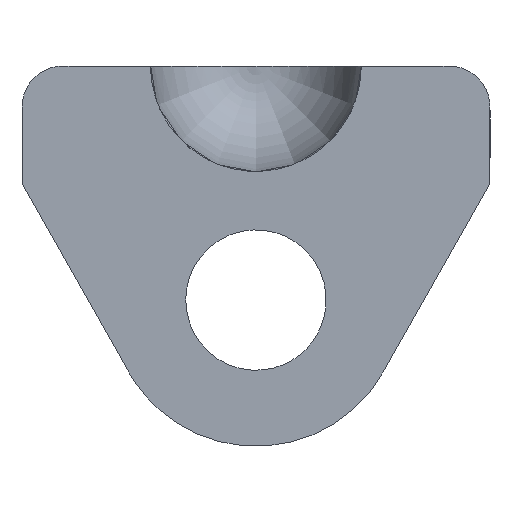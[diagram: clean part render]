
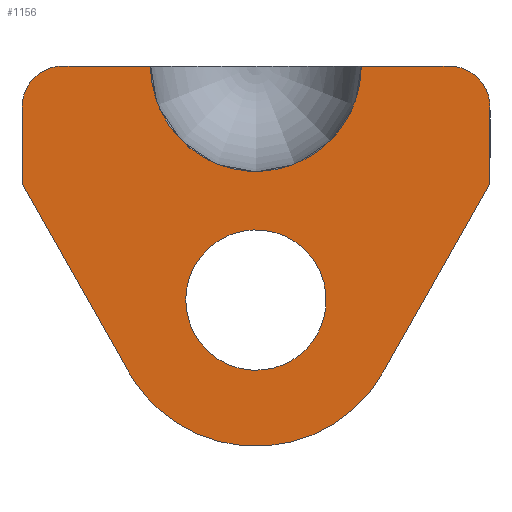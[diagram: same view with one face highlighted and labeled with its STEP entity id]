
A CAD part, front view. The second image highlights one B-rep face of the part: STEP entity #1156.
In plain terms, the highlighted free-form (B-spline) face has degree [1, 1] with [2, 2] control points.
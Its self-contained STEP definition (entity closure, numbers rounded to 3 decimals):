
#21 = EDGE_CURVE('',#22,#24,#26,.T.);
#22 = VERTEX_POINT('',#23);
#23 = CARTESIAN_POINT('',(23.67,0.,52.6));
#24 = VERTEX_POINT('',#25);
#25 = CARTESIAN_POINT('',(-23.67,0.,52.6));
#26 = ( BOUNDED_CURVE() B_SPLINE_CURVE(2,(#27,#28,#29,#30,#31),
.UNSPECIFIED.,.F.,.F.) B_SPLINE_CURVE_WITH_KNOTS((3,2,3),(3.142,
4.712,6.283),.PIECEWISE_BEZIER_KNOTS.) CURVE() 
GEOMETRIC_REPRESENTATION_ITEM() RATIONAL_B_SPLINE_CURVE((1.,
0.707,1.,0.707,1.)) REPRESENTATION_ITEM('') );
#27 = CARTESIAN_POINT('',(23.67,0.,52.6));
#28 = CARTESIAN_POINT('',(23.67,0.,28.93));
#29 = CARTESIAN_POINT('',(0.,0.,28.93));
#30 = CARTESIAN_POINT('',(-23.67,0.,28.93));
#31 = CARTESIAN_POINT('',(-23.67,0.,52.6));
#478 = EDGE_CURVE('',#22,#479,#481,.T.);
#479 = VERTEX_POINT('',#480);
#480 = CARTESIAN_POINT('',(43.395,0.,52.6));
#481 = B_SPLINE_CURVE_WITH_KNOTS('',1,(#482,#483),.UNSPECIFIED.,.F.,.F.,
  (2,2),(51.,66.),.PIECEWISE_BEZIER_KNOTS.);
#482 = CARTESIAN_POINT('',(23.67,0.,52.6));
#483 = CARTESIAN_POINT('',(43.395,0.,52.6));
#500 = VERTEX_POINT('',#501);
#501 = CARTESIAN_POINT('',(-43.395,0.,52.6));
#506 = EDGE_CURVE('',#500,#24,#507,.T.);
#507 = B_SPLINE_CURVE_WITH_KNOTS('',1,(#508,#509),.UNSPECIFIED.,.F.,.F.,
  (2,2),(0.,15.),.PIECEWISE_BEZIER_KNOTS.);
#508 = CARTESIAN_POINT('',(-43.395,0.,52.6));
#509 = CARTESIAN_POINT('',(-23.67,0.,52.6));
#852 = VERTEX_POINT('',#853);
#853 = CARTESIAN_POINT('',(-52.6,0.,26.3));
#858 = EDGE_CURVE('',#852,#859,#861,.T.);
#859 = VERTEX_POINT('',#860);
#860 = CARTESIAN_POINT('',(-52.6,0.,43.395));
#861 = B_SPLINE_CURVE_WITH_KNOTS('',1,(#862,#863),.UNSPECIFIED.,.F.,.F.,
  (2,2),(0.,13.),.PIECEWISE_BEZIER_KNOTS.);
#862 = CARTESIAN_POINT('',(-52.6,0.,26.3));
#863 = CARTESIAN_POINT('',(-52.6,0.,43.395));
#916 = VERTEX_POINT('',#917);
#917 = CARTESIAN_POINT('',(-15.78,0.,0.));
#922 = EDGE_CURVE('',#916,#916,#923,.T.);
#923 = ( BOUNDED_CURVE() B_SPLINE_CURVE(2,(#924,#925,#926,#927,#928,#929
,#930),.UNSPECIFIED.,.T.,.F.) B_SPLINE_CURVE_WITH_KNOTS((3,2,2,3),(
    3.142,5.236,7.33,9.425),
.PIECEWISE_BEZIER_KNOTS.) CURVE() GEOMETRIC_REPRESENTATION_ITEM() 
RATIONAL_B_SPLINE_CURVE((1.,0.5,1.,0.5,1.,0.5,1.)) REPRESENTATION_ITEM(
  '') );
#924 = CARTESIAN_POINT('',(-15.78,0.,0.));
#925 = CARTESIAN_POINT('',(-15.78,0.,-27.332));
#926 = CARTESIAN_POINT('',(7.89,0.,-13.666));
#927 = CARTESIAN_POINT('',(31.56,0.,0.));
#928 = CARTESIAN_POINT('',(7.89,0.,13.666));
#929 = CARTESIAN_POINT('',(-15.78,0.,27.332));
#930 = CARTESIAN_POINT('',(-15.78,0.,0.));
#965 = EDGE_CURVE('',#852,#966,#968,.T.);
#966 = VERTEX_POINT('',#967);
#967 = CARTESIAN_POINT('',(-28.628,0.,-16.162));
#968 = B_SPLINE_CURVE_WITH_KNOTS('',1,(#969,#970),.UNSPECIFIED.,.F.,.F.,
  (2,2),(0.,37.081),.PIECEWISE_BEZIER_KNOTS.);
#969 = CARTESIAN_POINT('',(-52.6,0.,26.3));
#970 = CARTESIAN_POINT('',(-28.628,0.,-16.162));
#993 = EDGE_CURVE('',#994,#966,#996,.T.);
#994 = VERTEX_POINT('',#995);
#995 = CARTESIAN_POINT('',(28.628,0.,-16.162));
#996 = ( BOUNDED_CURVE() B_SPLINE_CURVE(2,(#997,#998,#999),
.UNSPECIFIED.,.F.,.F.) B_SPLINE_CURVE_WITH_KNOTS((3,3),(0.,
2.114),.PIECEWISE_BEZIER_KNOTS.) CURVE() 
GEOMETRIC_REPRESENTATION_ITEM() RATIONAL_B_SPLINE_CURVE((1.,
0.492,1.)) REPRESENTATION_ITEM('') );
#997 = CARTESIAN_POINT('',(28.628,0.,-16.162));
#998 = CARTESIAN_POINT('',(0.,0.,-66.871));
#999 = CARTESIAN_POINT('',(-28.628,0.,-16.162));
#1025 = EDGE_CURVE('',#1026,#994,#1028,.T.);
#1026 = VERTEX_POINT('',#1027);
#1027 = CARTESIAN_POINT('',(52.6,0.,26.3));
#1028 = B_SPLINE_CURVE_WITH_KNOTS('',1,(#1029,#1030),.UNSPECIFIED.,.F.,
  .F.,(2,2),(0.,37.081),.PIECEWISE_BEZIER_KNOTS.);
#1029 = CARTESIAN_POINT('',(52.6,0.,26.3));
#1030 = CARTESIAN_POINT('',(28.628,0.,-16.162));
#1066 = EDGE_CURVE('',#859,#500,#1067,.T.);
#1067 = ( BOUNDED_CURVE() B_SPLINE_CURVE(2,(#1068,#1069,#1070),
.UNSPECIFIED.,.F.,.F.) B_SPLINE_CURVE_WITH_KNOTS((3,3),(0.,
1.571),.PIECEWISE_BEZIER_KNOTS.) CURVE() 
GEOMETRIC_REPRESENTATION_ITEM() RATIONAL_B_SPLINE_CURVE((1.,
0.707,1.)) REPRESENTATION_ITEM('') );
#1068 = CARTESIAN_POINT('',(-52.6,0.,43.395));
#1069 = CARTESIAN_POINT('',(-52.6,0.,52.6));
#1070 = CARTESIAN_POINT('',(-43.395,0.,52.6));
#1099 = VERTEX_POINT('',#1100);
#1100 = CARTESIAN_POINT('',(52.6,0.,43.395));
#1105 = EDGE_CURVE('',#1099,#1026,#1106,.T.);
#1106 = B_SPLINE_CURVE_WITH_KNOTS('',1,(#1107,#1108),.UNSPECIFIED.,.F.,
  .F.,(2,2),(0.,13.),.PIECEWISE_BEZIER_KNOTS.);
#1107 = CARTESIAN_POINT('',(52.6,0.,43.395));
#1108 = CARTESIAN_POINT('',(52.6,0.,26.3));
#1122 = EDGE_CURVE('',#479,#1099,#1123,.T.);
#1123 = ( BOUNDED_CURVE() B_SPLINE_CURVE(2,(#1124,#1125,#1126),
.UNSPECIFIED.,.F.,.F.) B_SPLINE_CURVE_WITH_KNOTS((3,3),(0.,
1.571),.PIECEWISE_BEZIER_KNOTS.) CURVE() 
GEOMETRIC_REPRESENTATION_ITEM() RATIONAL_B_SPLINE_CURVE((1.,
0.707,1.)) REPRESENTATION_ITEM('') );
#1124 = CARTESIAN_POINT('',(43.395,0.,52.6));
#1125 = CARTESIAN_POINT('',(52.6,0.,52.6));
#1126 = CARTESIAN_POINT('',(52.6,0.,43.395));
#1156 = ADVANCED_FACE('',(#1157,#1169),#1172,.F.);
#1157 = FACE_BOUND('',#1158,.T.);
#1158 = EDGE_LOOP('',(#1159,#1160,#1161,#1162,#1163,#1164,#1165,#1166,
    #1167,#1168));
#1159 = ORIENTED_EDGE('',*,*,#21,.T.);
#1160 = ORIENTED_EDGE('',*,*,#506,.F.);
#1161 = ORIENTED_EDGE('',*,*,#1066,.F.);
#1162 = ORIENTED_EDGE('',*,*,#858,.F.);
#1163 = ORIENTED_EDGE('',*,*,#965,.T.);
#1164 = ORIENTED_EDGE('',*,*,#993,.F.);
#1165 = ORIENTED_EDGE('',*,*,#1025,.F.);
#1166 = ORIENTED_EDGE('',*,*,#1105,.F.);
#1167 = ORIENTED_EDGE('',*,*,#1122,.F.);
#1168 = ORIENTED_EDGE('',*,*,#478,.F.);
#1169 = FACE_BOUND('',#1170,.T.);
#1170 = EDGE_LOOP('',(#1171));
#1171 = ORIENTED_EDGE('',*,*,#922,.F.);
#1172 = B_SPLINE_SURFACE_WITH_KNOTS('',1,1,(
    (#1173,#1174)
    ,(#1175,#1176
    )),.UNSPECIFIED.,.F.,.F.,.F.,(2,2),(2,2),(-40.,40.),(-10.,55.),
  .PIECEWISE_BEZIER_KNOTS.);
#1173 = CARTESIAN_POINT('',(-52.6,0.,52.6));
#1174 = CARTESIAN_POINT('',(-52.6,0.,-32.875));
#1175 = CARTESIAN_POINT('',(52.6,0.,52.6));
#1176 = CARTESIAN_POINT('',(52.6,0.,-32.875));
